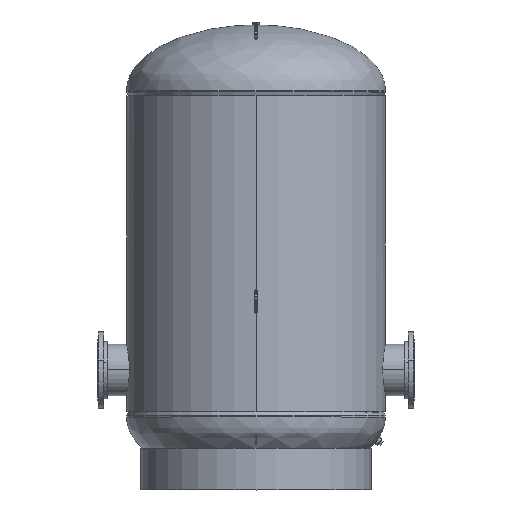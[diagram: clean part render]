
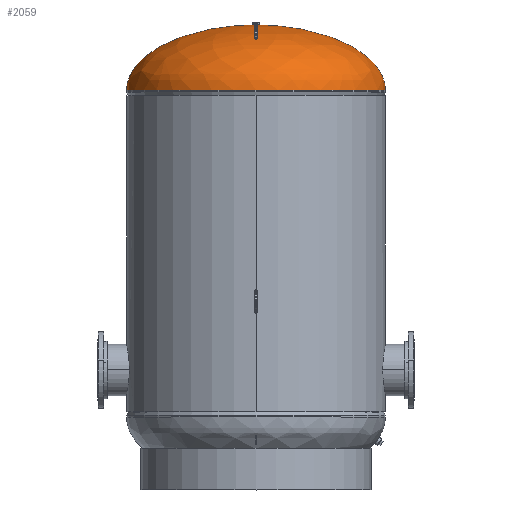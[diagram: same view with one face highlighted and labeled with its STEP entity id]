
A CAD part, top view. The second image highlights one B-rep face of the part: STEP entity #2059.
In plain terms, the highlighted free-form (B-spline) face has degree [3, 3] with [4, 4] control points.
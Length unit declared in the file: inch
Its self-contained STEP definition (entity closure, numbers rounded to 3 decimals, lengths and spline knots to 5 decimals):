
#478 = EDGE_CURVE ( 'NONE', #9799, #4749, #5953, .T. ) ;
#671 = DIRECTION ( 'NONE',  ( 0., -1., 0. ) ) ;
#860 = VERTEX_POINT ( 'NONE', #10004 ) ;
#1099 = CARTESIAN_POINT ( 'NONE',  ( 27., 8.94732, 0. ) ) ;
#1117 = CARTESIAN_POINT ( 'NONE',  ( 27., 8.94732, 54. ) ) ;
#1419 = AXIS2_PLACEMENT_3D ( 'NONE', #11817, #11867, #11996 ) ;
#1695 = ORIENTED_EDGE ( 'NONE', *, *, #9746, .F. ) ;
#1974 = CARTESIAN_POINT ( 'NONE',  ( -27., 8.94732, 0. ) ) ;
#2059 = ADVANCED_FACE ( 'NONE', ( #10693 ), #12199, .F. ) ;
#2788 = CARTESIAN_POINT ( 'NONE',  ( 16.14827, 14.56455, 0. ) ) ;
#2791 = CARTESIAN_POINT ( 'NONE',  ( -0.625, 14.74634, 0. ) ) ;
#3034 = CARTESIAN_POINT ( 'NONE',  ( -27., 1.09375, 0. ) ) ;
#3062 = CARTESIAN_POINT ( 'NONE',  ( 0., 14.74634, 0.625 ) ) ;
#3269 = CARTESIAN_POINT ( 'NONE',  ( 0.625, 14.74634, 0. ) ) ;
#3696 = CARTESIAN_POINT ( 'NONE',  ( 0.625, 14.74634, 0. ) ) ;
#4069 = CARTESIAN_POINT ( 'NONE',  ( -0.625, 14.74634, 0. ) ) ;
#4296 = EDGE_CURVE ( 'NONE', #12559, #8001, #8683, .T. ) ;
#4547 = EDGE_CURVE ( 'NONE', #860, #4749, #5112, .T. ) ;
#4680 = AXIS2_PLACEMENT_3D ( 'NONE', #6383, #12468, #8375 ) ;
#4749 = VERTEX_POINT ( 'NONE', #5062 ) ;
#5062 = CARTESIAN_POINT ( 'NONE',  ( -27., 1.09375, 0. ) ) ;
#5112 = CIRCLE ( 'NONE', #9124, 27. ) ;
#5189 = CARTESIAN_POINT ( 'NONE',  ( -27., 8.94732, 54. ) ) ;
#5384 = ORIENTED_EDGE ( 'NONE', *, *, #11486, .F. ) ;
#5538 =( BOUNDED_CURVE ( )  B_SPLINE_CURVE ( 3, ( #3269, #10133, #1099, #9137 ),
 .UNSPECIFIED., .F., .T. ) 
 B_SPLINE_CURVE_WITH_KNOTS ( ( 4, 4 ),
 ( 4.73554, 6.28319 ),
 .UNSPECIFIED. ) 
 CURVE ( )  GEOMETRIC_REPRESENTATION_ITEM ( )  RATIONAL_B_SPLINE_CURVE ( ( 1., 0.81, 0.81, 1. ) ) 
 REPRESENTATION_ITEM ( '' )  );
#5953 =( BOUNDED_CURVE ( )  B_SPLINE_CURVE ( 3, ( #4069, #9161, #8157, #12180 ),
 .UNSPECIFIED., .F., .T. ) 
 B_SPLINE_CURVE_WITH_KNOTS ( ( 4, 4 ),
 ( 4.73554, 6.28319 ),
 .UNSPECIFIED. ) 
 CURVE ( )  GEOMETRIC_REPRESENTATION_ITEM ( )  RATIONAL_B_SPLINE_CURVE ( ( 1., 0.81, 0.81, 1. ) ) 
 REPRESENTATION_ITEM ( '' )  );
#6383 = CARTESIAN_POINT ( 'NONE',  ( 0., 14.74634, 0. ) ) ;
#6769 = CARTESIAN_POINT ( 'NONE',  ( 16.14827, 14.56455, 32.29654 ) ) ;
#6850 = ORIENTED_EDGE ( 'NONE', *, *, #4296, .F. ) ;
#7223 = CARTESIAN_POINT ( 'NONE',  ( -16.14827, 14.56455, 0. ) ) ;
#7691 = CARTESIAN_POINT ( 'NONE',  ( 0.625, 14.74634, 1.25 ) ) ;
#8001 = VERTEX_POINT ( 'NONE', #9998 ) ;
#8018 = CARTESIAN_POINT ( 'NONE',  ( -16.14827, 14.56455, 32.29654 ) ) ;
#8157 = CARTESIAN_POINT ( 'NONE',  ( -27., 8.94732, 0. ) ) ;
#8375 = DIRECTION ( 'NONE',  ( 1., 0., 0. ) ) ;
#8624 = DIRECTION ( 'NONE',  ( 1., 0., 0. ) ) ;
#8683 = CIRCLE ( 'NONE', #4680, 0.625 ) ;
#9124 = AXIS2_PLACEMENT_3D ( 'NONE', #9697, #671, #8624 ) ;
#9137 = CARTESIAN_POINT ( 'NONE',  ( 27., 1.09375, 0. ) ) ;
#9159 = CARTESIAN_POINT ( 'NONE',  ( -27., 1.09375, 54. ) ) ;
#9161 = CARTESIAN_POINT ( 'NONE',  ( -16.14827, 14.56455, 0. ) ) ;
#9697 = CARTESIAN_POINT ( 'NONE',  ( 0., 1.09375, 0. ) ) ;
#9746 = EDGE_CURVE ( 'NONE', #9799, #12559, #12980, .T. ) ;
#9799 = VERTEX_POINT ( 'NONE', #2791 ) ;
#9998 = CARTESIAN_POINT ( 'NONE',  ( 0.625, 14.74634, 0. ) ) ;
#10004 = CARTESIAN_POINT ( 'NONE',  ( 27., 1.09375, 0. ) ) ;
#10085 = CARTESIAN_POINT ( 'NONE',  ( 27., 1.09375, 54. ) ) ;
#10133 = CARTESIAN_POINT ( 'NONE',  ( 16.14827, 14.56455, 0. ) ) ;
#10693 = FACE_OUTER_BOUND ( 'NONE', #11644, .T. ) ;
#11054 = ORIENTED_EDGE ( 'NONE', *, *, #4547, .F. ) ;
#11073 = CARTESIAN_POINT ( 'NONE',  ( 27., 8.94732, 0. ) ) ;
#11486 = EDGE_CURVE ( 'NONE', #8001, #860, #5538, .T. ) ;
#11644 = EDGE_LOOP ( 'NONE', ( #1695, #11902, #11054, #5384, #6850 ) ) ;
#11813 = CARTESIAN_POINT ( 'NONE',  ( -0.625, 14.74634, 0. ) ) ;
#11817 = CARTESIAN_POINT ( 'NONE',  ( 0., 14.74634, 0. ) ) ;
#11867 = DIRECTION ( 'NONE',  ( 0., 1., 0. ) ) ;
#11902 = ORIENTED_EDGE ( 'NONE', *, *, #478, .T. ) ;
#11996 = DIRECTION ( 'NONE',  ( 1., 0., 0. ) ) ;
#12050 = CARTESIAN_POINT ( 'NONE',  ( 27., 1.09375, 0. ) ) ;
#12180 = CARTESIAN_POINT ( 'NONE',  ( -27., 1.09375, 0. ) ) ;
#12199 =( BOUNDED_SURFACE ( )  B_SPLINE_SURFACE ( 3, 3, ( 
 ( #3696, #7691, #12783, #11813 ),
 ( #2788, #6769, #8018, #7223 ),
 ( #11073, #1117, #5189, #1974 ),
 ( #12050, #10085, #9159, #3034 ) ),
 .UNSPECIFIED., .F., .F., .F. ) 
 B_SPLINE_SURFACE_WITH_KNOTS ( ( 4, 4 ),
 ( 4, 4 ),
 ( 0., 1. ),
 ( 0., 1. ),
 .UNSPECIFIED. ) 
 GEOMETRIC_REPRESENTATION_ITEM ( )  RATIONAL_B_SPLINE_SURFACE ( (
 ( 1., 0.333, 0.333, 1.),
 ( 0.81, 0.27, 0.27, 0.81),
 ( 0.81, 0.27, 0.27, 0.81),
 ( 1., 0.333, 0.333, 1.) ) ) 
 REPRESENTATION_ITEM ( '' )  SURFACE ( )  );
#12468 = DIRECTION ( 'NONE',  ( 0., 1., 0. ) ) ;
#12559 = VERTEX_POINT ( 'NONE', #3062 ) ;
#12783 = CARTESIAN_POINT ( 'NONE',  ( -0.625, 14.74634, 1.25 ) ) ;
#12980 = CIRCLE ( 'NONE', #1419, 0.625 ) ;
